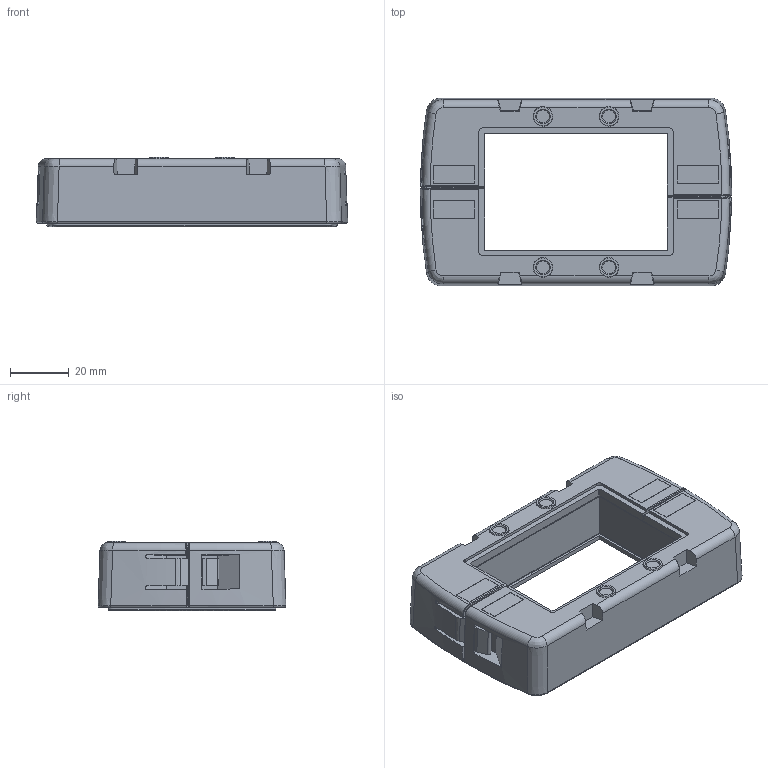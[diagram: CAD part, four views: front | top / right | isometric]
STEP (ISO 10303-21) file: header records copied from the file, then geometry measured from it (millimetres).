
FILE_DESCRIPTION(/* description */ (''),/* implementation_level */ '2;1');
FILE_NAME(/* name */ '28881.4_KDSI-SR_6-10.stp',/* time_stamp */ '2021-05-11T11:10:05+02:00',/* author */ (''),/* organization */ (''),/* preprocessor_version */ 'ST-DEVELOPER v16.7',/* originating_system */ 'SIEMENS PLM Software NX 12.0',/* authorisation */ '');
FILE_SCHEMA (('AUTOMOTIVE_DESIGN { 1 0 10303 214 3 1 1 1 }'));
Length unit declared in the file: millimetre
Products named in the file (3): KDSI-AD_6-10; KDSI-SR_6-10; 28881.4_KDSI-SR_6-10
Assembly tree (3 placements, depth 2):
  28881.4_KDSI-SR_6-10
    KDSI-SR_6-10
    KDSI-AD_6-10  x2
Bounding box: 105.95 x 63.96 x 23.7 mm (x, y, z)
Volume: 69144.9 mm3; surface area: 41636.4 mm2
Topology: 3 solids, 9 shells, 796 faces, 2080 edges, 1314 vertices
Faces by surface type: plane 398, bspline 168, cylinder 109, cone 48, torus 36, extrusion 33, sphere 4
Full cylindrical faces by diameter (mm): 5.5 x4
Entity records: 18836 total; most frequent: CARTESIAN_POINT 6779, ORIENTED_EDGE 2722, DIRECTION 2092, EDGE_CURVE 1361, VERTEX_POINT 865, VECTOR 826, LINE 803, AXIS2_PLACEMENT_3D 633
